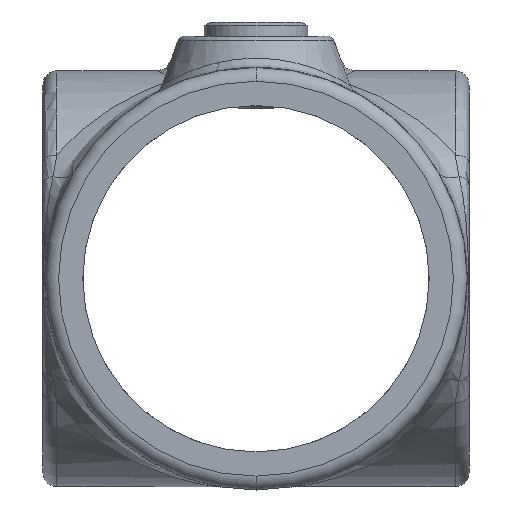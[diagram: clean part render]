
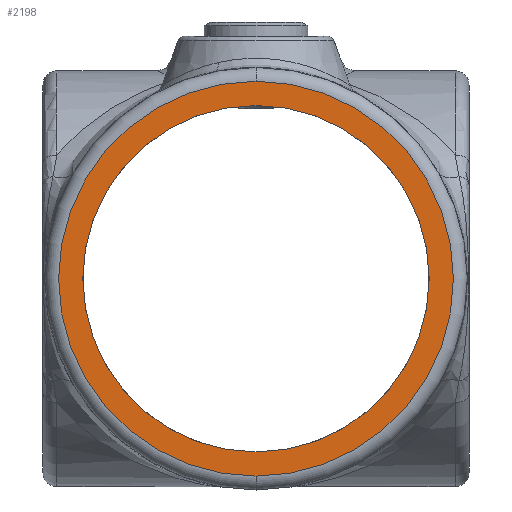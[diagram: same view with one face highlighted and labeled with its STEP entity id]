
A CAD part, front view. The second image highlights one B-rep face of the part: STEP entity #2198.
In plain terms, the highlighted planar face has unit normal (0, -1, 0).
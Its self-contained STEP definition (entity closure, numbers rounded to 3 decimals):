
#648 = DIRECTION ( 'NONE',  ( 0., 1., 0. ) ) ;
#745 = DIRECTION ( 'NONE',  ( 0., -1., 0. ) ) ;
#778 = DIRECTION ( 'NONE',  ( 1., 0., 0. ) ) ;
#1015 = AXIS2_PLACEMENT_3D ( 'NONE', #6776, #648, #1255 ) ;
#1140 = CIRCLE ( 'NONE', #1943, 25. ) ;
#1255 = DIRECTION ( 'NONE',  ( 0., 0., 1. ) ) ;
#1310 = VERTEX_POINT ( 'NONE', #3914 ) ;
#1316 = VERTEX_POINT ( 'NONE', #6632 ) ;
#1943 = AXIS2_PLACEMENT_3D ( 'NONE', #2783, #5658, #2931 ) ;
#2158 = AXIS2_PLACEMENT_3D ( 'NONE', #3642, #745, #4724 ) ;
#2198 = ADVANCED_FACE ( 'NONE', ( #4053, #3971 ), #3551, .F. ) ;
#2521 = EDGE_CURVE ( 'NONE', #1316, #2629, #4210, .T. ) ;
#2629 = VERTEX_POINT ( 'NONE', #3127 ) ;
#2653 = CIRCLE ( 'NONE', #7197, 25. ) ;
#2783 = CARTESIAN_POINT ( 'NONE',  ( 0., -69., 0. ) ) ;
#2931 = DIRECTION ( 'NONE',  ( 1., 0., 0. ) ) ;
#2973 = CIRCLE ( 'NONE', #6092, 28.5 ) ;
#3015 = ORIENTED_EDGE ( 'NONE', *, *, #3533, .T. ) ;
#3127 = CARTESIAN_POINT ( 'NONE',  ( 0., -69., 28.5 ) ) ;
#3533 = EDGE_CURVE ( 'NONE', #4930, #1310, #2653, .T. ) ;
#3551 = PLANE ( 'NONE',  #1015 ) ;
#3642 = CARTESIAN_POINT ( 'NONE',  ( 0., -69., 0. ) ) ;
#3678 = CARTESIAN_POINT ( 'NONE',  ( 0., -69., 0. ) ) ;
#3914 = CARTESIAN_POINT ( 'NONE',  ( 0., -69., -25. ) ) ;
#3921 = EDGE_LOOP ( 'NONE', ( #5485, #3015 ) ) ;
#3971 = FACE_BOUND ( 'NONE', #3921, .T. ) ;
#4053 = FACE_OUTER_BOUND ( 'NONE', #5440, .T. ) ;
#4210 = CIRCLE ( 'NONE', #2158, 28.5 ) ;
#4231 = DIRECTION ( 'NONE',  ( 0., 1., 0. ) ) ;
#4374 = EDGE_CURVE ( 'NONE', #1310, #4930, #1140, .T. ) ;
#4380 = CARTESIAN_POINT ( 'NONE',  ( 0., -69., 0. ) ) ;
#4398 = DIRECTION ( 'NONE',  ( 0., -1., 0. ) ) ;
#4403 = DIRECTION ( 'NONE',  ( 0., 0., 1. ) ) ;
#4724 = DIRECTION ( 'NONE',  ( 0., 0., 1. ) ) ;
#4893 = CARTESIAN_POINT ( 'NONE',  ( 0., -69., 25. ) ) ;
#4930 = VERTEX_POINT ( 'NONE', #4893 ) ;
#5333 = ORIENTED_EDGE ( 'NONE', *, *, #6907, .T. ) ;
#5440 = EDGE_LOOP ( 'NONE', ( #5333, #6078 ) ) ;
#5485 = ORIENTED_EDGE ( 'NONE', *, *, #4374, .T. ) ;
#5658 = DIRECTION ( 'NONE',  ( 0., 1., 0. ) ) ;
#6078 = ORIENTED_EDGE ( 'NONE', *, *, #2521, .T. ) ;
#6092 = AXIS2_PLACEMENT_3D ( 'NONE', #4380, #4398, #4403 ) ;
#6632 = CARTESIAN_POINT ( 'NONE',  ( 0., -69., -28.5 ) ) ;
#6776 = CARTESIAN_POINT ( 'NONE',  ( 0., -69., 0. ) ) ;
#6907 = EDGE_CURVE ( 'NONE', #2629, #1316, #2973, .T. ) ;
#7197 = AXIS2_PLACEMENT_3D ( 'NONE', #3678, #4231, #778 ) ;
